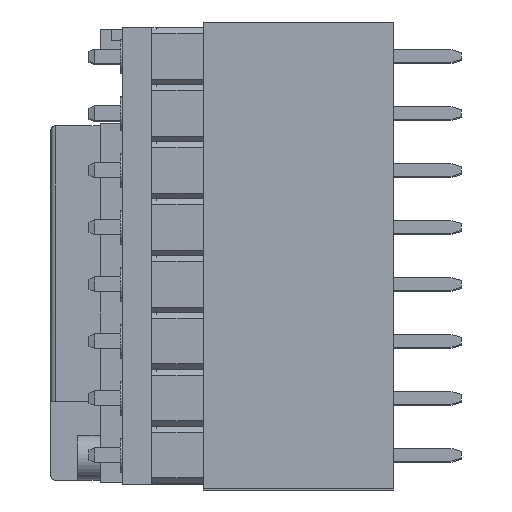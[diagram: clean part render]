
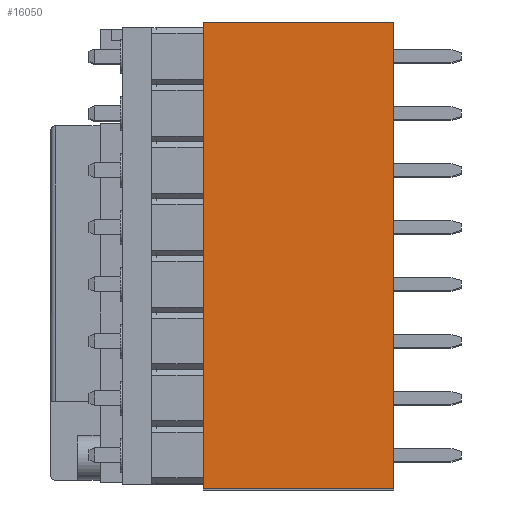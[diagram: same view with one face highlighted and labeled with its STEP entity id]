
A CAD part, left-side view. The second image highlights one B-rep face of the part: STEP entity #16050.
In plain terms, the highlighted face is planar.
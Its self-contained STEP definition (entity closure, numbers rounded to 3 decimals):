
#11939 = VERTEX_POINT('',#11940);
#11940 = CARTESIAN_POINT('',(-10.41,0.,-1.27));
#11946 = EDGE_CURVE('',#11939,#11947,#11949,.T.);
#11947 = VERTEX_POINT('',#11948);
#11948 = CARTESIAN_POINT('',(-10.41,8.5,-1.27));
#11949 = LINE('',#11950,#11951);
#11950 = CARTESIAN_POINT('',(-10.41,0.,-1.27));
#11951 = VECTOR('',#11952,1.);
#11952 = DIRECTION('',(0.,1.,0.));
#15683 = VERTEX_POINT('',#15684);
#15684 = CARTESIAN_POINT('',(10.41,8.5,-1.27));
#15690 = EDGE_CURVE('',#15691,#15683,#15693,.T.);
#15691 = VERTEX_POINT('',#15692);
#15692 = CARTESIAN_POINT('',(10.41,0.,-1.27));
#15693 = LINE('',#15694,#15695);
#15694 = CARTESIAN_POINT('',(10.41,0.,-1.27));
#15695 = VECTOR('',#15696,1.);
#15696 = DIRECTION('',(0.,1.,0.));
#15733 = EDGE_CURVE('',#11939,#15691,#15734,.T.);
#15734 = LINE('',#15735,#15736);
#15735 = CARTESIAN_POINT('',(-10.41,0.,-1.27));
#15736 = VECTOR('',#15737,1.);
#15737 = DIRECTION('',(1.,0.,0.));
#15766 = EDGE_CURVE('',#11947,#15683,#15767,.T.);
#15767 = LINE('',#15768,#15769);
#15768 = CARTESIAN_POINT('',(-10.41,8.5,-1.27));
#15769 = VECTOR('',#15770,1.);
#15770 = DIRECTION('',(1.,0.,0.));
#16050 = ADVANCED_FACE('',(#16051),#16057,.T.);
#16051 = FACE_BOUND('',#16052,.F.);
#16052 = EDGE_LOOP('',(#16053,#16054,#16055,#16056));
#16053 = ORIENTED_EDGE('',*,*,#11946,.F.);
#16054 = ORIENTED_EDGE('',*,*,#15733,.T.);
#16055 = ORIENTED_EDGE('',*,*,#15690,.T.);
#16056 = ORIENTED_EDGE('',*,*,#15766,.F.);
#16057 = PLANE('',#16058);
#16058 = AXIS2_PLACEMENT_3D('',#16059,#16060,#16061);
#16059 = CARTESIAN_POINT('',(-10.41,0.,-1.27));
#16060 = DIRECTION('',(0.,0.,-1.));
#16061 = DIRECTION('',(0.,1.,0.));
